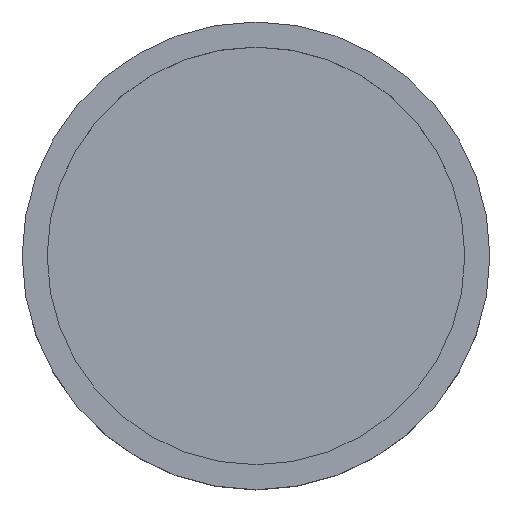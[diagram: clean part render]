
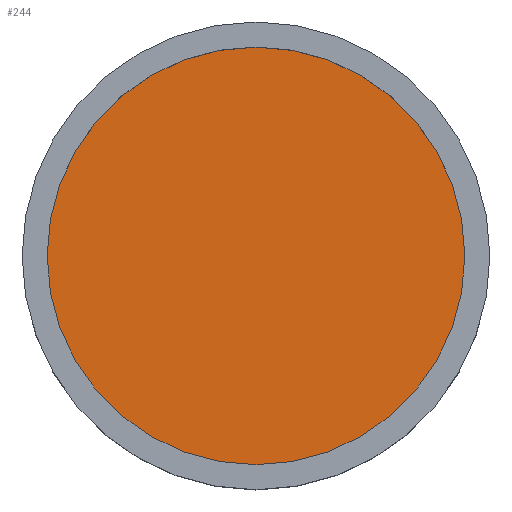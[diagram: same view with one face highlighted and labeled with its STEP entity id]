
A CAD part, top view. The second image highlights one B-rep face of the part: STEP entity #244.
In plain terms, the highlighted planar face has unit normal (0, 0, 1).
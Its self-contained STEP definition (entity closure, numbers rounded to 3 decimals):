
#7 = VERTEX_POINT ( 'NONE', #184 ) ;
#9 = EDGE_CURVE ( 'NONE', #182, #7, #188, .T. ) ;
#16 = DIRECTION ( 'NONE',  ( 1., 0., 0. ) ) ;
#20 = EDGE_LOOP ( 'NONE', ( #253, #132 ) ) ;
#41 = CARTESIAN_POINT ( 'NONE',  ( 0., 0., 18. ) ) ;
#42 = PLANE ( 'NONE',  #176 ) ;
#78 = EDGE_CURVE ( 'NONE', #7, #182, #279, .T. ) ;
#89 = AXIS2_PLACEMENT_3D ( 'NONE', #41, #263, #239 ) ;
#91 = CARTESIAN_POINT ( 'NONE',  ( 0., 0., 18. ) ) ;
#132 = ORIENTED_EDGE ( 'NONE', *, *, #78, .T. ) ;
#135 = CARTESIAN_POINT ( 'NONE',  ( 12.5, 0., 18. ) ) ;
#164 = DIRECTION ( 'NONE',  ( 1., 0., 0. ) ) ;
#176 = AXIS2_PLACEMENT_3D ( 'NONE', #241, #289, #16 ) ;
#182 = VERTEX_POINT ( 'NONE', #135 ) ;
#184 = CARTESIAN_POINT ( 'NONE',  ( -12.5, 0., 18. ) ) ;
#188 = CIRCLE ( 'NONE', #89, 12.5 ) ;
#235 = FACE_OUTER_BOUND ( 'NONE', #20, .T. ) ;
#239 = DIRECTION ( 'NONE',  ( 1., 0., 0. ) ) ;
#241 = CARTESIAN_POINT ( 'NONE',  ( 0., 0., 18. ) ) ;
#244 = ADVANCED_FACE ( 'NONE', ( #235 ), #42, .T. ) ;
#247 = DIRECTION ( 'NONE',  ( 0., 0., 1. ) ) ;
#252 = AXIS2_PLACEMENT_3D ( 'NONE', #91, #247, #164 ) ;
#253 = ORIENTED_EDGE ( 'NONE', *, *, #9, .T. ) ;
#263 = DIRECTION ( 'NONE',  ( 0., 0., 1. ) ) ;
#279 = CIRCLE ( 'NONE', #252, 12.5 ) ;
#289 = DIRECTION ( 'NONE',  ( 0., 0., 1. ) ) ;
